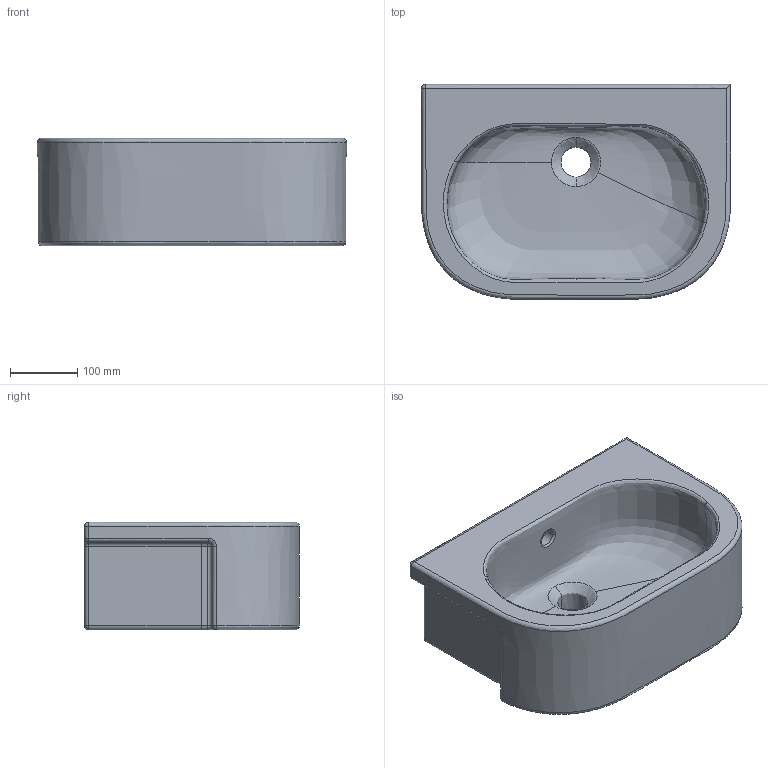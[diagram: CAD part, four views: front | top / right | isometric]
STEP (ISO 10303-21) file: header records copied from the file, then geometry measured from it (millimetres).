
FILE_DESCRIPTION (( 'STEP AP214' ), '1' );
FILE_NAME ('66001_Step_v10518.STEP', '2022-08-16T12:54:35', ( '' ), ( '' ), 'SwSTEP 2.0', 'SolidWorks 2019', '' );
FILE_SCHEMA (( 'AUTOMOTIVE_DESIGN' ));
Length unit declared in the file: millimetre
Products named in the file (1): 66001_Step_v10518
Bounding box: 460.01 x 320.04 x 160 mm (x, y, z)
Volume: 12040654.8 mm3; surface area: 599719.4 mm2
Topology: 1 solids, 1 shells, 64 faces, 139 edges, 78 vertices
Faces by surface type: bspline 64
Entity records: 9234 total; most frequent: CARTESIAN_POINT 8382, ORIENTED_EDGE 278, EDGE_CURVE 139, B_SPLINE_CURVE_WITH_KNOTS 103, VERTEX_POINT 78, EDGE_LOOP 67, FACE_OUTER_BOUND 64, ADVANCED_FACE 64
